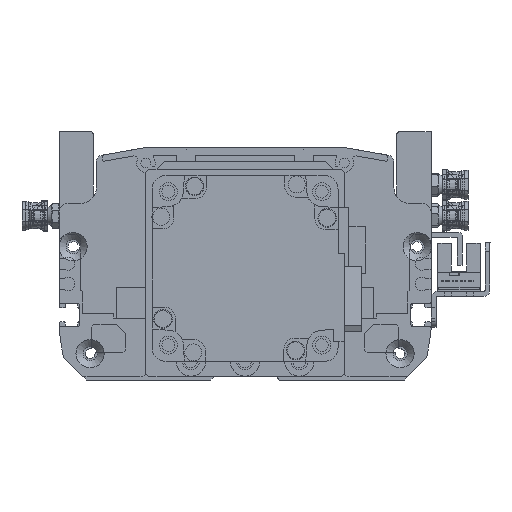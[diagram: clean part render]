
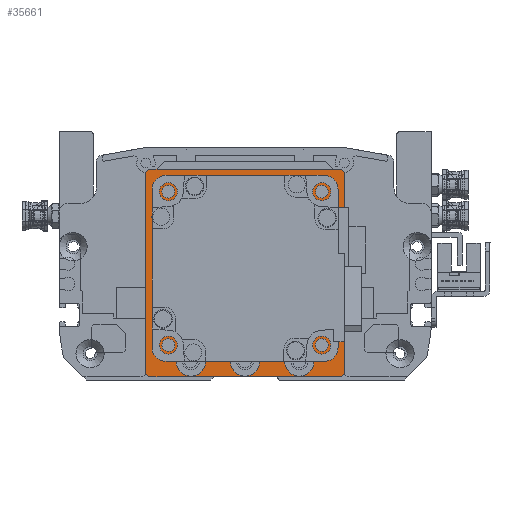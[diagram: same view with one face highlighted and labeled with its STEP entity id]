
A CAD part, front view. The second image highlights one B-rep face of the part: STEP entity #35661.
In plain terms, the highlighted face is planar.
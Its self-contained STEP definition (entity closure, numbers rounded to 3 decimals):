
#2676=FACE_BOUND('',#8572,.T.);
#2677=FACE_BOUND('',#8573,.T.);
#2678=FACE_BOUND('',#8574,.T.);
#2679=FACE_BOUND('',#8575,.T.);
#2680=FACE_BOUND('',#8576,.T.);
#2681=FACE_BOUND('',#8577,.T.);
#2682=FACE_BOUND('',#8578,.T.);
#2683=FACE_BOUND('',#8579,.T.);
#4402=CIRCLE('',#39773,25.);
#4403=CIRCLE('',#39774,2.067);
#4404=CIRCLE('',#39775,2.067);
#4405=CIRCLE('',#39776,2.067);
#4406=CIRCLE('',#39777,2.067);
#4407=CIRCLE('',#39778,4.75);
#4408=CIRCLE('',#39779,4.75);
#4409=CIRCLE('',#39780,4.75);
#6265=FACE_OUTER_BOUND('',#8571,.T.);
#8571=EDGE_LOOP('',(#31438,#31439,#31440,#31441,#31442,#31443,#31444,#31445));
#8572=EDGE_LOOP('',(#31446));
#8573=EDGE_LOOP('',(#31447));
#8574=EDGE_LOOP('',(#31448));
#8575=EDGE_LOOP('',(#31449));
#8576=EDGE_LOOP('',(#31450));
#8577=EDGE_LOOP('',(#31451));
#8578=EDGE_LOOP('',(#31452));
#8579=EDGE_LOOP('',(#31453));
#11185=LINE('',#63164,#13951);
#11187=LINE('',#63168,#13953);
#11190=LINE('',#63174,#13956);
#11191=LINE('',#63176,#13957);
#11192=LINE('',#63178,#13958);
#11193=LINE('',#63180,#13959);
#11194=LINE('',#63182,#13960);
#11195=LINE('',#63183,#13961);
#13951=VECTOR('',#49205,10.);
#13953=VECTOR('',#49209,10.);
#13956=VECTOR('',#49214,10.);
#13957=VECTOR('',#49215,10.);
#13958=VECTOR('',#49216,10.);
#13959=VECTOR('',#49217,10.);
#13960=VECTOR('',#49218,10.);
#13961=VECTOR('',#49219,10.);
#17342=VERTEX_POINT('',#63161);
#17343=VERTEX_POINT('',#63163);
#17344=VERTEX_POINT('',#63167);
#17346=VERTEX_POINT('',#63173);
#17347=VERTEX_POINT('',#63175);
#17348=VERTEX_POINT('',#63177);
#17349=VERTEX_POINT('',#63179);
#17350=VERTEX_POINT('',#63181);
#17351=VERTEX_POINT('',#63184);
#17352=VERTEX_POINT('',#63186);
#17353=VERTEX_POINT('',#63188);
#17354=VERTEX_POINT('',#63190);
#17355=VERTEX_POINT('',#63192);
#17356=VERTEX_POINT('',#63194);
#17357=VERTEX_POINT('',#63196);
#17358=VERTEX_POINT('',#63198);
#22138=EDGE_CURVE('',#17342,#17343,#11185,.T.);
#22140=EDGE_CURVE('',#17344,#17343,#11187,.T.);
#22143=EDGE_CURVE('',#17342,#17346,#11190,.T.);
#22144=EDGE_CURVE('',#17347,#17346,#11191,.T.);
#22145=EDGE_CURVE('',#17347,#17348,#11192,.T.);
#22146=EDGE_CURVE('',#17349,#17348,#11193,.T.);
#22147=EDGE_CURVE('',#17349,#17350,#11194,.T.);
#22148=EDGE_CURVE('',#17344,#17350,#11195,.T.);
#22149=EDGE_CURVE('',#17351,#17351,#4402,.T.);
#22150=EDGE_CURVE('',#17352,#17352,#4403,.T.);
#22151=EDGE_CURVE('',#17353,#17353,#4404,.T.);
#22152=EDGE_CURVE('',#17354,#17354,#4405,.T.);
#22153=EDGE_CURVE('',#17355,#17355,#4406,.T.);
#22154=EDGE_CURVE('',#17356,#17356,#4407,.T.);
#22155=EDGE_CURVE('',#17357,#17357,#4408,.T.);
#22156=EDGE_CURVE('',#17358,#17358,#4409,.T.);
#31438=ORIENTED_EDGE('',*,*,#22138,.F.);
#31439=ORIENTED_EDGE('',*,*,#22143,.T.);
#31440=ORIENTED_EDGE('',*,*,#22144,.F.);
#31441=ORIENTED_EDGE('',*,*,#22145,.T.);
#31442=ORIENTED_EDGE('',*,*,#22146,.F.);
#31443=ORIENTED_EDGE('',*,*,#22147,.T.);
#31444=ORIENTED_EDGE('',*,*,#22148,.F.);
#31445=ORIENTED_EDGE('',*,*,#22140,.T.);
#31446=ORIENTED_EDGE('',*,*,#22149,.T.);
#31447=ORIENTED_EDGE('',*,*,#22150,.T.);
#31448=ORIENTED_EDGE('',*,*,#22151,.T.);
#31449=ORIENTED_EDGE('',*,*,#22152,.T.);
#31450=ORIENTED_EDGE('',*,*,#22153,.T.);
#31451=ORIENTED_EDGE('',*,*,#22154,.T.);
#31452=ORIENTED_EDGE('',*,*,#22155,.T.);
#31453=ORIENTED_EDGE('',*,*,#22156,.T.);
#33898=PLANE('',#39772);
#35661=ADVANCED_FACE('',(#6265,#2676,#2677,#2678,#2679,#2680,#2681,#2682,
#2683),#33898,.T.);
#39772=AXIS2_PLACEMENT_3D('',#63172,#49212,#49213);
#39773=AXIS2_PLACEMENT_3D('',#63185,#49220,#49221);
#39774=AXIS2_PLACEMENT_3D('',#63187,#49222,#49223);
#39775=AXIS2_PLACEMENT_3D('',#63189,#49224,#49225);
#39776=AXIS2_PLACEMENT_3D('',#63191,#49226,#49227);
#39777=AXIS2_PLACEMENT_3D('',#63193,#49228,#49229);
#39778=AXIS2_PLACEMENT_3D('',#63195,#49230,#49231);
#39779=AXIS2_PLACEMENT_3D('',#63197,#49232,#49233);
#39780=AXIS2_PLACEMENT_3D('',#63199,#49234,#49235);
#49205=DIRECTION('',(0.707,0.707,0.));
#49209=DIRECTION('',(-1.,0.,0.));
#49212=DIRECTION('center_axis',(0.,0.,1.));
#49213=DIRECTION('ref_axis',(1.,0.,0.));
#49214=DIRECTION('',(0.,-1.,0.));
#49215=DIRECTION('',(-0.707,0.707,0.));
#49216=DIRECTION('',(1.,0.,0.));
#49217=DIRECTION('',(-0.707,-0.707,0.));
#49218=DIRECTION('',(0.,1.,0.));
#49219=DIRECTION('',(0.707,-0.707,0.));
#49220=DIRECTION('center_axis',(0.,0.,-1.));
#49221=DIRECTION('ref_axis',(1.,0.,0.));
#49222=DIRECTION('center_axis',(0.,0.,-1.));
#49223=DIRECTION('ref_axis',(1.,0.,0.));
#49224=DIRECTION('center_axis',(0.,0.,-1.));
#49225=DIRECTION('ref_axis',(1.,0.,0.));
#49226=DIRECTION('center_axis',(0.,0.,-1.));
#49227=DIRECTION('ref_axis',(1.,0.,0.));
#49228=DIRECTION('center_axis',(0.,0.,-1.));
#49229=DIRECTION('ref_axis',(1.,0.,0.));
#49230=DIRECTION('center_axis',(0.,0.,-1.));
#49231=DIRECTION('ref_axis',(1.,0.,0.));
#49232=DIRECTION('center_axis',(0.,0.,-1.));
#49233=DIRECTION('ref_axis',(1.,0.,0.));
#49234=DIRECTION('center_axis',(0.,0.,-1.));
#49235=DIRECTION('ref_axis',(1.,0.,0.));
#63161=CARTESIAN_POINT('',(-32.,31.,62.));
#63163=CARTESIAN_POINT('',(-31.,32.,62.));
#63164=CARTESIAN_POINT('',(-31.5,31.5,62.));
#63167=CARTESIAN_POINT('',(31.,32.,62.));
#63168=CARTESIAN_POINT('',(46.613,32.,62.));
#63172=CARTESIAN_POINT('Origin',(0.,0.,
62.));
#63173=CARTESIAN_POINT('',(-32.,-34.,62.));
#63174=CARTESIAN_POINT('',(-32.,35.,62.));
#63175=CARTESIAN_POINT('',(-31.,-35.,62.));
#63176=CARTESIAN_POINT('',(-32.25,-33.75,62.));
#63177=CARTESIAN_POINT('',(31.,-35.,62.));
#63178=CARTESIAN_POINT('',(-32.,-35.,62.));
#63179=CARTESIAN_POINT('',(32.,-34.,62.));
#63180=CARTESIAN_POINT('',(32.25,-33.75,62.));
#63181=CARTESIAN_POINT('',(32.,31.,62.));
#63182=CARTESIAN_POINT('',(32.,-35.,62.));
#63183=CARTESIAN_POINT('',(31.5,31.5,62.));
#63184=CARTESIAN_POINT('',(-25.,0.,62.));
#63185=CARTESIAN_POINT('Origin',(0.,0.,62.));
#63186=CARTESIAN_POINT('',(22.682,-24.749,62.));
#63187=CARTESIAN_POINT('Origin',(24.749,-24.749,62.));
#63188=CARTESIAN_POINT('',(22.682,24.749,62.));
#63189=CARTESIAN_POINT('Origin',(24.749,24.749,62.));
#63190=CARTESIAN_POINT('',(-26.816,24.749,62.));
#63191=CARTESIAN_POINT('Origin',(-24.749,24.749,62.));
#63192=CARTESIAN_POINT('',(-26.816,-24.749,62.));
#63193=CARTESIAN_POINT('Origin',(-24.749,-24.749,62.));
#63194=CARTESIAN_POINT('',(-4.75,-30.,62.));
#63195=CARTESIAN_POINT('Origin',(0.,-30.,62.));
#63196=CARTESIAN_POINT('',(12.75,-30.,62.));
#63197=CARTESIAN_POINT('Origin',(17.5,-30.,62.));
#63198=CARTESIAN_POINT('',(-22.25,-30.,62.));
#63199=CARTESIAN_POINT('Origin',(-17.5,-30.,62.));
